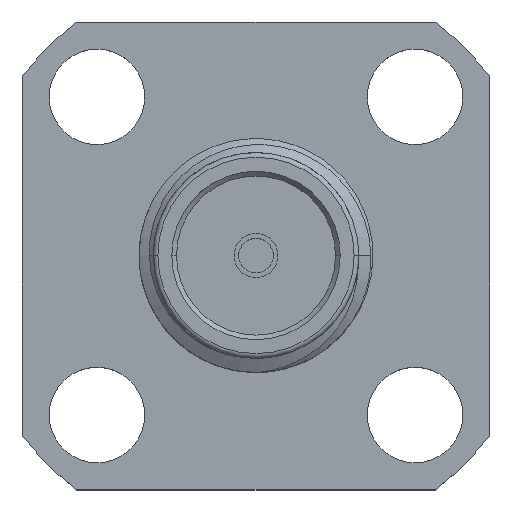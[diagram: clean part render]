
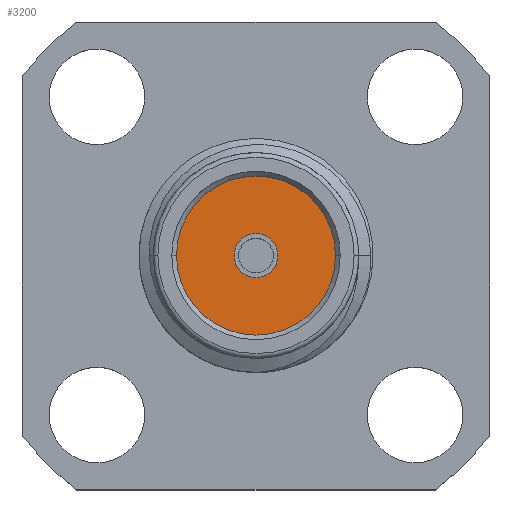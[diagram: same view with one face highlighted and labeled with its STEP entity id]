
A CAD part, top view. The second image highlights one B-rep face of the part: STEP entity #3200.
In plain terms, the highlighted planar face has unit normal (0, 0, 1).
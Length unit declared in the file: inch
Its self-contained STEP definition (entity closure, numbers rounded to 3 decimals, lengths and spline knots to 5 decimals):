
#4 = FACE_OUTER_BOUND ( 'NONE', #2908, .T. ) ;
#61 = ORIENTED_EDGE ( 'NONE', *, *, #2937, .T. ) ;
#244 = DIRECTION ( 'NONE',  ( 0., 0., 1. ) ) ;
#306 = CARTESIAN_POINT ( 'NONE',  ( -0.0235, 0., -0.075 ) ) ;
#380 = PLANE ( 'NONE',  #2609 ) ;
#816 = EDGE_LOOP ( 'NONE', ( #2241, #1330 ) ) ;
#890 = CARTESIAN_POINT ( 'NONE',  ( 0., 0., -0.075 ) ) ;
#1000 = CARTESIAN_POINT ( 'NONE',  ( 0., 0., -0.075 ) ) ;
#1070 = CIRCLE ( 'NONE', #1562, 0.085 ) ;
#1205 = CARTESIAN_POINT ( 'NONE',  ( -0.085, 0., -0.075 ) ) ;
#1330 = ORIENTED_EDGE ( 'NONE', *, *, #1391, .F. ) ;
#1391 = EDGE_CURVE ( 'NONE', #2464, #2705, #3349, .T. ) ;
#1432 = DIRECTION ( 'NONE',  ( 1., 0., 0. ) ) ;
#1461 = EDGE_CURVE ( 'NONE', #3238, #3520, #3160, .T. ) ;
#1484 = DIRECTION ( 'NONE',  ( 0., 0., 1. ) ) ;
#1562 = AXIS2_PLACEMENT_3D ( 'NONE', #2894, #244, #1432 ) ;
#1688 = CIRCLE ( 'NONE', #3042, 0.0235 ) ;
#1791 = FACE_BOUND ( 'NONE', #816, .T. ) ;
#2138 = CARTESIAN_POINT ( 'NONE',  ( 0.0235, 0., -0.075 ) ) ;
#2241 = ORIENTED_EDGE ( 'NONE', *, *, #2842, .F. ) ;
#2375 = DIRECTION ( 'NONE',  ( 1., 0., 0. ) ) ;
#2392 = DIRECTION ( 'NONE',  ( 0., 0., 1. ) ) ;
#2464 = VERTEX_POINT ( 'NONE', #306 ) ;
#2527 = CARTESIAN_POINT ( 'NONE',  ( 0.085, 0., -0.075 ) ) ;
#2609 = AXIS2_PLACEMENT_3D ( 'NONE', #1000, #3125, #2831 ) ;
#2664 = CARTESIAN_POINT ( 'NONE',  ( 0., 0., -0.075 ) ) ;
#2705 = VERTEX_POINT ( 'NONE', #2138 ) ;
#2831 = DIRECTION ( 'NONE',  ( 1., 0., 0. ) ) ;
#2842 = EDGE_CURVE ( 'NONE', #2705, #2464, #1688, .T. ) ;
#2894 = CARTESIAN_POINT ( 'NONE',  ( 0., 0., -0.075 ) ) ;
#2908 = EDGE_LOOP ( 'NONE', ( #3380, #61 ) ) ;
#2937 = EDGE_CURVE ( 'NONE', #3520, #3238, #1070, .T. ) ;
#2943 = DIRECTION ( 'NONE',  ( 1., 0., 0. ) ) ;
#3042 = AXIS2_PLACEMENT_3D ( 'NONE', #3462, #3485, #2943 ) ;
#3102 = AXIS2_PLACEMENT_3D ( 'NONE', #890, #1484, #3519 ) ;
#3125 = DIRECTION ( 'NONE',  ( 0., 0., 1. ) ) ;
#3160 = CIRCLE ( 'NONE', #3592, 0.085 ) ;
#3200 = ADVANCED_FACE ( 'NONE', ( #1791, #4 ), #380, .T. ) ;
#3238 = VERTEX_POINT ( 'NONE', #2527 ) ;
#3349 = CIRCLE ( 'NONE', #3102, 0.0235 ) ;
#3380 = ORIENTED_EDGE ( 'NONE', *, *, #1461, .T. ) ;
#3462 = CARTESIAN_POINT ( 'NONE',  ( 0., 0., -0.075 ) ) ;
#3485 = DIRECTION ( 'NONE',  ( 0., 0., 1. ) ) ;
#3519 = DIRECTION ( 'NONE',  ( 1., 0., 0. ) ) ;
#3520 = VERTEX_POINT ( 'NONE', #1205 ) ;
#3592 = AXIS2_PLACEMENT_3D ( 'NONE', #2664, #2392, #2375 ) ;
